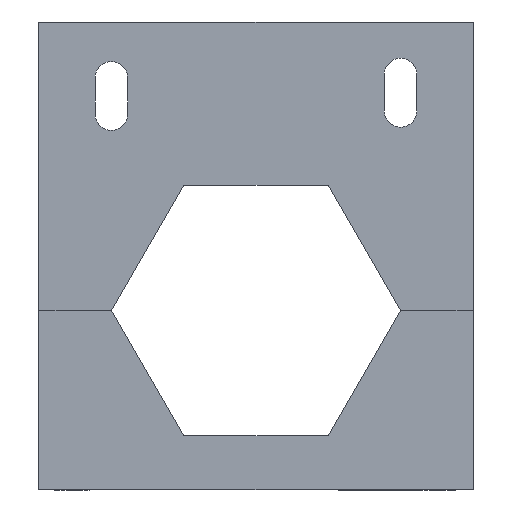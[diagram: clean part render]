
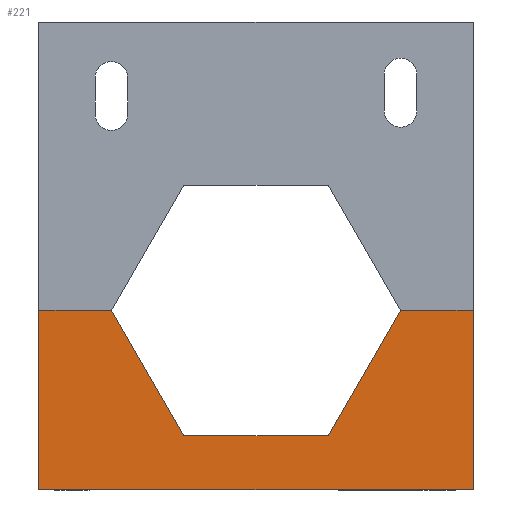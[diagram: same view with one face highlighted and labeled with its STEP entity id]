
A CAD part, left-side view. The second image highlights one B-rep face of the part: STEP entity #221.
In plain terms, the highlighted planar face has unit normal (-1, 0, 0).
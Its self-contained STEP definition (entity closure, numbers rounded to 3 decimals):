
#43 = EDGE_CURVE('',#44,#46,#48,.T.);
#44 = VERTEX_POINT('',#45);
#45 = CARTESIAN_POINT('',(203.914,59.888,
    140.826));
#46 = VERTEX_POINT('',#47);
#47 = CARTESIAN_POINT('',(203.914,-59.888,
    140.826));
#48 = SURFACE_CURVE('',#49,(#53,#65),.PCURVE_S1.);
#49 = LINE('',#50,#51);
#50 = CARTESIAN_POINT('',(203.914,59.888,
    140.826));
#51 = VECTOR('',#52,1.);
#52 = DIRECTION('',(0.,-1.,0.));
#53 = PCURVE('',#54,#59);
#54 = PLANE('',#55);
#55 = AXIS2_PLACEMENT_3D('',#56,#57,#58);
#56 = CARTESIAN_POINT('',(198.914,59.888,
    140.826));
#57 = DIRECTION('',(0.,0.,-1.));
#58 = DIRECTION('',(0.,-1.,0.));
#59 = DEFINITIONAL_REPRESENTATION('',(#60),#64);
#60 = LINE('',#61,#62);
#61 = CARTESIAN_POINT('',(0.,-5.));
#62 = VECTOR('',#63,1.);
#63 = DIRECTION('',(1.,0.));
#64 = ( GEOMETRIC_REPRESENTATION_CONTEXT(2) 
PARAMETRIC_REPRESENTATION_CONTEXT() REPRESENTATION_CONTEXT('2D SPACE',''
  ) );
#65 = PCURVE('',#66,#71);
#66 = PLANE('',#67);
#67 = AXIS2_PLACEMENT_3D('',#68,#69,#70);
#68 = CARTESIAN_POINT('',(203.914,0.,
    205.37));
#69 = DIRECTION('',(-1.,0.,0.));
#70 = DIRECTION('',(0.,0.,-1.));
#71 = DEFINITIONAL_REPRESENTATION('',(#72),#76);
#72 = LINE('',#73,#74);
#73 = CARTESIAN_POINT('',(64.544,-59.888));
#74 = VECTOR('',#75,1.);
#75 = DIRECTION('',(0.,1.));
#76 = ( GEOMETRIC_REPRESENTATION_CONTEXT(2) 
PARAMETRIC_REPRESENTATION_CONTEXT() REPRESENTATION_CONTEXT('2D SPACE',''
  ) );
#94 = PLANE('',#95);
#95 = AXIS2_PLACEMENT_3D('',#96,#97,#98);
#96 = CARTESIAN_POINT('',(198.914,59.888,
    269.914));
#97 = DIRECTION('',(0.,1.,0.));
#98 = DIRECTION('',(0.,0.,-1.));
#148 = PLANE('',#149);
#149 = AXIS2_PLACEMENT_3D('',#150,#151,#152);
#150 = CARTESIAN_POINT('',(198.914,-59.888,
    140.826));
#151 = DIRECTION('',(0.,-1.,0.));
#152 = DIRECTION('',(0.,0.,1.));
#221 = ADVANCED_FACE('',(#222),#66,.T.);
#222 = FACE_BOUND('',#223,.T.);
#223 = EDGE_LOOP('',(#224,#247,#248,#271,#299,#327,#355,#383));
#224 = ORIENTED_EDGE('',*,*,#225,.T.);
#225 = EDGE_CURVE('',#226,#44,#228,.T.);
#226 = VERTEX_POINT('',#227);
#227 = CARTESIAN_POINT('',(203.914,59.888,
    190.37));
#228 = SURFACE_CURVE('',#229,(#233,#240),.PCURVE_S1.);
#229 = LINE('',#230,#231);
#230 = CARTESIAN_POINT('',(203.914,59.888,
    269.914));
#231 = VECTOR('',#232,1.);
#232 = DIRECTION('',(0.,0.,-1.));
#233 = PCURVE('',#66,#234);
#234 = DEFINITIONAL_REPRESENTATION('',(#235),#239);
#235 = LINE('',#236,#237);
#236 = CARTESIAN_POINT('',(-64.544,-59.888));
#237 = VECTOR('',#238,1.);
#238 = DIRECTION('',(1.,0.));
#239 = ( GEOMETRIC_REPRESENTATION_CONTEXT(2) 
PARAMETRIC_REPRESENTATION_CONTEXT() REPRESENTATION_CONTEXT('2D SPACE',''
  ) );
#240 = PCURVE('',#94,#241);
#241 = DEFINITIONAL_REPRESENTATION('',(#242),#246);
#242 = LINE('',#243,#244);
#243 = CARTESIAN_POINT('',(0.,-5.));
#244 = VECTOR('',#245,1.);
#245 = DIRECTION('',(1.,0.));
#246 = ( GEOMETRIC_REPRESENTATION_CONTEXT(2) 
PARAMETRIC_REPRESENTATION_CONTEXT() REPRESENTATION_CONTEXT('2D SPACE',''
  ) );
#247 = ORIENTED_EDGE('',*,*,#43,.T.);
#248 = ORIENTED_EDGE('',*,*,#249,.T.);
#249 = EDGE_CURVE('',#46,#250,#252,.T.);
#250 = VERTEX_POINT('',#251);
#251 = CARTESIAN_POINT('',(203.914,-59.888,
    190.37));
#252 = SURFACE_CURVE('',#253,(#257,#264),.PCURVE_S1.);
#253 = LINE('',#254,#255);
#254 = CARTESIAN_POINT('',(203.914,-59.888,
    140.826));
#255 = VECTOR('',#256,1.);
#256 = DIRECTION('',(0.,0.,1.));
#257 = PCURVE('',#66,#258);
#258 = DEFINITIONAL_REPRESENTATION('',(#259),#263);
#259 = LINE('',#260,#261);
#260 = CARTESIAN_POINT('',(64.544,59.888));
#261 = VECTOR('',#262,1.);
#262 = DIRECTION('',(-1.,0.));
#263 = ( GEOMETRIC_REPRESENTATION_CONTEXT(2) 
PARAMETRIC_REPRESENTATION_CONTEXT() REPRESENTATION_CONTEXT('2D SPACE',''
  ) );
#264 = PCURVE('',#148,#265);
#265 = DEFINITIONAL_REPRESENTATION('',(#266),#270);
#266 = LINE('',#267,#268);
#267 = CARTESIAN_POINT('',(0.,-5.));
#268 = VECTOR('',#269,1.);
#269 = DIRECTION('',(1.,0.));
#270 = ( GEOMETRIC_REPRESENTATION_CONTEXT(2) 
PARAMETRIC_REPRESENTATION_CONTEXT() REPRESENTATION_CONTEXT('2D SPACE',''
  ) );
#271 = ORIENTED_EDGE('',*,*,#272,.F.);
#272 = EDGE_CURVE('',#273,#250,#275,.T.);
#273 = VERTEX_POINT('',#274);
#274 = CARTESIAN_POINT('',(203.914,-39.888,
    190.37));
#275 = SURFACE_CURVE('',#276,(#280,#287),.PCURVE_S1.);
#276 = LINE('',#277,#278);
#277 = CARTESIAN_POINT('',(203.914,-39.888,
    190.37));
#278 = VECTOR('',#279,1.);
#279 = DIRECTION('',(0.,-1.,0.));
#280 = PCURVE('',#66,#281);
#281 = DEFINITIONAL_REPRESENTATION('',(#282),#286);
#282 = LINE('',#283,#284);
#283 = CARTESIAN_POINT('',(15.,39.888));
#284 = VECTOR('',#285,1.);
#285 = DIRECTION('',(0.,1.));
#286 = ( GEOMETRIC_REPRESENTATION_CONTEXT(2) 
PARAMETRIC_REPRESENTATION_CONTEXT() REPRESENTATION_CONTEXT('2D SPACE',''
  ) );
#287 = PCURVE('',#288,#293);
#288 = PLANE('',#289);
#289 = AXIS2_PLACEMENT_3D('',#290,#291,#292);
#290 = CARTESIAN_POINT('',(198.914,-39.888,
    190.37));
#291 = DIRECTION('',(0.,0.,-1.));
#292 = DIRECTION('',(0.,-1.,0.));
#293 = DEFINITIONAL_REPRESENTATION('',(#294),#298);
#294 = LINE('',#295,#296);
#295 = CARTESIAN_POINT('',(0.,-5.));
#296 = VECTOR('',#297,1.);
#297 = DIRECTION('',(1.,0.));
#298 = ( GEOMETRIC_REPRESENTATION_CONTEXT(2) 
PARAMETRIC_REPRESENTATION_CONTEXT() REPRESENTATION_CONTEXT('2D SPACE',''
  ) );
#299 = ORIENTED_EDGE('',*,*,#300,.F.);
#300 = EDGE_CURVE('',#301,#273,#303,.T.);
#301 = VERTEX_POINT('',#302);
#302 = CARTESIAN_POINT('',(203.914,-19.944,
    155.826));
#303 = SURFACE_CURVE('',#304,(#308,#315),.PCURVE_S1.);
#304 = LINE('',#305,#306);
#305 = CARTESIAN_POINT('',(203.914,-19.944,
    155.826));
#306 = VECTOR('',#307,1.);
#307 = DIRECTION('',(0.,-0.5,0.866));
#308 = PCURVE('',#66,#309);
#309 = DEFINITIONAL_REPRESENTATION('',(#310),#314);
#310 = LINE('',#311,#312);
#311 = CARTESIAN_POINT('',(49.544,19.944));
#312 = VECTOR('',#313,1.);
#313 = DIRECTION('',(-0.866,0.5));
#314 = ( GEOMETRIC_REPRESENTATION_CONTEXT(2) 
PARAMETRIC_REPRESENTATION_CONTEXT() REPRESENTATION_CONTEXT('2D SPACE',''
  ) );
#315 = PCURVE('',#316,#321);
#316 = PLANE('',#317);
#317 = AXIS2_PLACEMENT_3D('',#318,#319,#320);
#318 = CARTESIAN_POINT('',(198.914,-19.944,
    155.826));
#319 = DIRECTION('',(0.,-0.866,-0.5));
#320 = DIRECTION('',(0.,-0.5,0.866));
#321 = DEFINITIONAL_REPRESENTATION('',(#322),#326);
#322 = LINE('',#323,#324);
#323 = CARTESIAN_POINT('',(0.,-5.));
#324 = VECTOR('',#325,1.);
#325 = DIRECTION('',(1.,0.));
#326 = ( GEOMETRIC_REPRESENTATION_CONTEXT(2) 
PARAMETRIC_REPRESENTATION_CONTEXT() REPRESENTATION_CONTEXT('2D SPACE',''
  ) );
#327 = ORIENTED_EDGE('',*,*,#328,.F.);
#328 = EDGE_CURVE('',#329,#301,#331,.T.);
#329 = VERTEX_POINT('',#330);
#330 = CARTESIAN_POINT('',(203.914,19.944,
    155.826));
#331 = SURFACE_CURVE('',#332,(#336,#343),.PCURVE_S1.);
#332 = LINE('',#333,#334);
#333 = CARTESIAN_POINT('',(203.914,19.944,
    155.826));
#334 = VECTOR('',#335,1.);
#335 = DIRECTION('',(0.,-1.,0.));
#336 = PCURVE('',#66,#337);
#337 = DEFINITIONAL_REPRESENTATION('',(#338),#342);
#338 = LINE('',#339,#340);
#339 = CARTESIAN_POINT('',(49.544,-19.944));
#340 = VECTOR('',#341,1.);
#341 = DIRECTION('',(0.,1.));
#342 = ( GEOMETRIC_REPRESENTATION_CONTEXT(2) 
PARAMETRIC_REPRESENTATION_CONTEXT() REPRESENTATION_CONTEXT('2D SPACE',''
  ) );
#343 = PCURVE('',#344,#349);
#344 = PLANE('',#345);
#345 = AXIS2_PLACEMENT_3D('',#346,#347,#348);
#346 = CARTESIAN_POINT('',(198.914,19.944,
    155.826));
#347 = DIRECTION('',(0.,0.,-1.));
#348 = DIRECTION('',(0.,-1.,0.));
#349 = DEFINITIONAL_REPRESENTATION('',(#350),#354);
#350 = LINE('',#351,#352);
#351 = CARTESIAN_POINT('',(0.,-5.));
#352 = VECTOR('',#353,1.);
#353 = DIRECTION('',(1.,0.));
#354 = ( GEOMETRIC_REPRESENTATION_CONTEXT(2) 
PARAMETRIC_REPRESENTATION_CONTEXT() REPRESENTATION_CONTEXT('2D SPACE',''
  ) );
#355 = ORIENTED_EDGE('',*,*,#356,.F.);
#356 = EDGE_CURVE('',#357,#329,#359,.T.);
#357 = VERTEX_POINT('',#358);
#358 = CARTESIAN_POINT('',(203.914,39.888,
    190.37));
#359 = SURFACE_CURVE('',#360,(#364,#371),.PCURVE_S1.);
#360 = LINE('',#361,#362);
#361 = CARTESIAN_POINT('',(203.914,39.888,
    190.37));
#362 = VECTOR('',#363,1.);
#363 = DIRECTION('',(0.,-0.5,-0.866));
#364 = PCURVE('',#66,#365);
#365 = DEFINITIONAL_REPRESENTATION('',(#366),#370);
#366 = LINE('',#367,#368);
#367 = CARTESIAN_POINT('',(15.,-39.888));
#368 = VECTOR('',#369,1.);
#369 = DIRECTION('',(0.866,0.5));
#370 = ( GEOMETRIC_REPRESENTATION_CONTEXT(2) 
PARAMETRIC_REPRESENTATION_CONTEXT() REPRESENTATION_CONTEXT('2D SPACE',''
  ) );
#371 = PCURVE('',#372,#377);
#372 = PLANE('',#373);
#373 = AXIS2_PLACEMENT_3D('',#374,#375,#376);
#374 = CARTESIAN_POINT('',(198.914,39.888,
    190.37));
#375 = DIRECTION('',(0.,0.866,-0.5));
#376 = DIRECTION('',(0.,-0.5,-0.866));
#377 = DEFINITIONAL_REPRESENTATION('',(#378),#382);
#378 = LINE('',#379,#380);
#379 = CARTESIAN_POINT('',(0.,-5.));
#380 = VECTOR('',#381,1.);
#381 = DIRECTION('',(1.,0.));
#382 = ( GEOMETRIC_REPRESENTATION_CONTEXT(2) 
PARAMETRIC_REPRESENTATION_CONTEXT() REPRESENTATION_CONTEXT('2D SPACE',''
  ) );
#383 = ORIENTED_EDGE('',*,*,#384,.F.);
#384 = EDGE_CURVE('',#226,#357,#385,.T.);
#385 = SURFACE_CURVE('',#386,(#390,#397),.PCURVE_S1.);
#386 = LINE('',#387,#388);
#387 = CARTESIAN_POINT('',(203.914,59.888,
    190.37));
#388 = VECTOR('',#389,1.);
#389 = DIRECTION('',(0.,-1.,0.));
#390 = PCURVE('',#66,#391);
#391 = DEFINITIONAL_REPRESENTATION('',(#392),#396);
#392 = LINE('',#393,#394);
#393 = CARTESIAN_POINT('',(15.,-59.888));
#394 = VECTOR('',#395,1.);
#395 = DIRECTION('',(0.,1.));
#396 = ( GEOMETRIC_REPRESENTATION_CONTEXT(2) 
PARAMETRIC_REPRESENTATION_CONTEXT() REPRESENTATION_CONTEXT('2D SPACE',''
  ) );
#397 = PCURVE('',#398,#403);
#398 = PLANE('',#399);
#399 = AXIS2_PLACEMENT_3D('',#400,#401,#402);
#400 = CARTESIAN_POINT('',(198.914,59.888,
    190.37));
#401 = DIRECTION('',(0.,0.,-1.));
#402 = DIRECTION('',(0.,-1.,0.));
#403 = DEFINITIONAL_REPRESENTATION('',(#404),#408);
#404 = LINE('',#405,#406);
#405 = CARTESIAN_POINT('',(0.,-5.));
#406 = VECTOR('',#407,1.);
#407 = DIRECTION('',(1.,0.));
#408 = ( GEOMETRIC_REPRESENTATION_CONTEXT(2) 
PARAMETRIC_REPRESENTATION_CONTEXT() REPRESENTATION_CONTEXT('2D SPACE',''
  ) );
